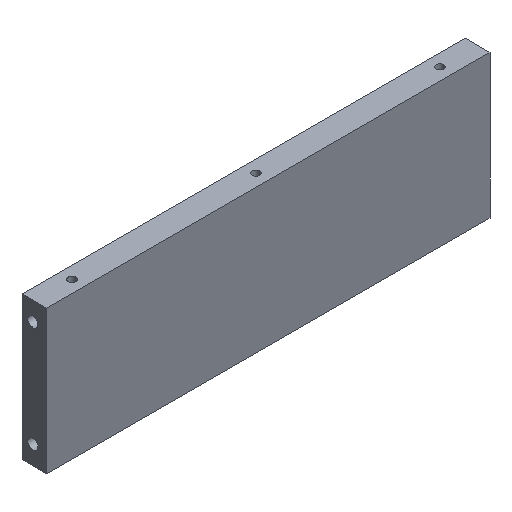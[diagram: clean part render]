
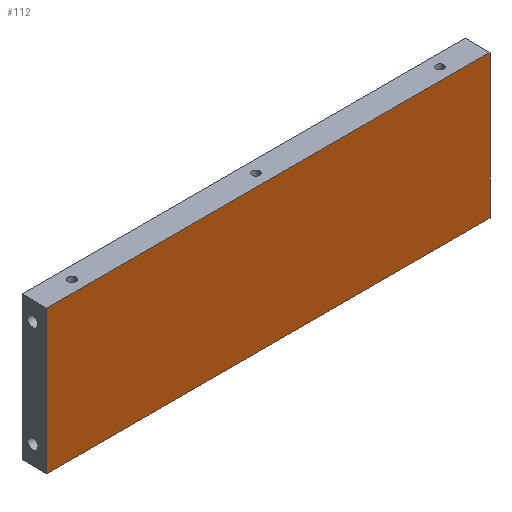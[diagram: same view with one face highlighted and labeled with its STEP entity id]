
A CAD part, isometric view. The second image highlights one B-rep face of the part: STEP entity #112.
In plain terms, the highlighted planar face has unit normal (0, -1, 0).
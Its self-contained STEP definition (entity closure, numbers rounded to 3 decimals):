
#112 = ADVANCED_FACE( '', ( #258 ), #259, .F. );
#258 = FACE_OUTER_BOUND( '', #413, .T. );
#259 = PLANE( '', #414 );
#413 = EDGE_LOOP( '', ( #629, #630, #631, #632 ) );
#414 = AXIS2_PLACEMENT_3D( '', #633, #634, #635 );
#629 = ORIENTED_EDGE( '', *, *, #734, .F. );
#630 = ORIENTED_EDGE( '', *, *, #739, .F. );
#631 = ORIENTED_EDGE( '', *, *, #742, .F. );
#632 = ORIENTED_EDGE( '', *, *, #753, .F. );
#633 = CARTESIAN_POINT( '', ( 0., -10., 0. ) );
#634 = DIRECTION( '', ( 0., 1., 0. ) );
#635 = DIRECTION( '', ( 0., 0., 1. ) );
#734 = EDGE_CURVE( '', #843, #845, #846, .T. );
#739 = EDGE_CURVE( '', #851, #843, #853, .T. );
#742 = EDGE_CURVE( '', #855, #851, #857, .T. );
#753 = EDGE_CURVE( '', #845, #855, #869, .T. );
#843 = VERTEX_POINT( '', #963 );
#845 = VERTEX_POINT( '', #966 );
#846 = LINE( '', #967, #968 );
#851 = VERTEX_POINT( '', #974 );
#853 = LINE( '', #977, #978 );
#855 = VERTEX_POINT( '', #980 );
#857 = LINE( '', #983, #984 );
#869 = LINE( '', #996, #997 );
#963 = CARTESIAN_POINT( '', ( 55., -10., 8. ) );
#966 = CARTESIAN_POINT( '', ( 55., -10., -38. ) );
#967 = CARTESIAN_POINT( '', ( 55., -10., 40. ) );
#968 = VECTOR( '', #1090, 1000. );
#974 = CARTESIAN_POINT( '', ( -87., -10., 8. ) );
#977 = CARTESIAN_POINT( '', ( -93., -10., 8. ) );
#978 = VECTOR( '', #1096, 1000. );
#980 = CARTESIAN_POINT( '', ( -87., -10., -38. ) );
#983 = CARTESIAN_POINT( '', ( -87., -10., -40. ) );
#984 = VECTOR( '', #1098, 1000. );
#996 = CARTESIAN_POINT( '', ( 93., -10., -38. ) );
#997 = VECTOR( '', #1108, 1000. );
#1090 = DIRECTION( '', ( 0., 0., -1. ) );
#1096 = DIRECTION( '', ( 1., 0., 0. ) );
#1098 = DIRECTION( '', ( 0., 0., 1. ) );
#1108 = DIRECTION( '', ( -1., 0., 0. ) );
